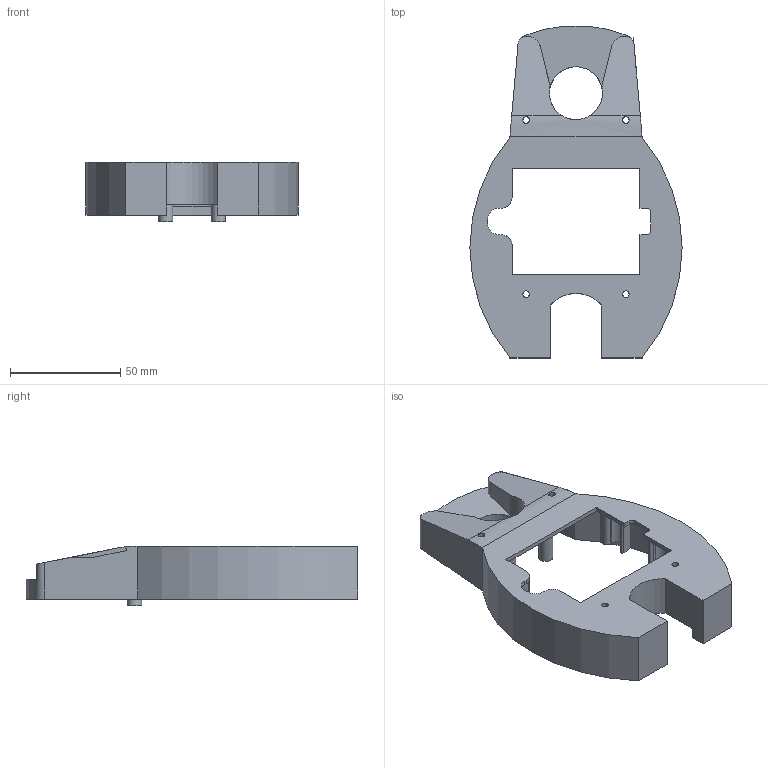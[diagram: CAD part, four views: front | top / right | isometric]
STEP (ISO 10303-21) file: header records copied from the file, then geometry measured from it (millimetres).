
FILE_DESCRIPTION(/* description */ (''),/* implementation_level */ '2;1');
FILE_NAME(/* name */ 'Back.step',/* time_stamp */ '2023-12-13T19:54:43+03:00',/* author */ ('User'),/* organization */ (''),/* preprocessor_version */ 'ST-DEVELOPER v19',/* originating_system */ 'Autodesk Inventor 2023',/* authorisation */ '');
FILE_SCHEMA (('AUTOMOTIVE_DESIGN { 1 0 10303 214 3 1 1 }'));
Length unit declared in the file: millimetre
Products named in the file (1): Back
Bounding box: 96.27 x 150.57 x 27 mm (x, y, z)
Volume: 39621.3 mm3; surface area: 41783.2 mm2
Topology: 1 solids, 1 shells, 149 faces, 436 edges, 290 vertices
Faces by surface type: plane 82, cylinder 67
Full cylindrical faces by diameter (mm): 3 x4, 6 x4, 6.5 x2, 24 x1, 26 x1
Entity records: 5127 total; most frequent: CARTESIAN_POINT 953, DIRECTION 886, ORIENTED_EDGE 872, EDGE_CURVE 436, AXIS2_PLACEMENT_3D 305, VERTEX_POINT 290, LINE 276, VECTOR 276
